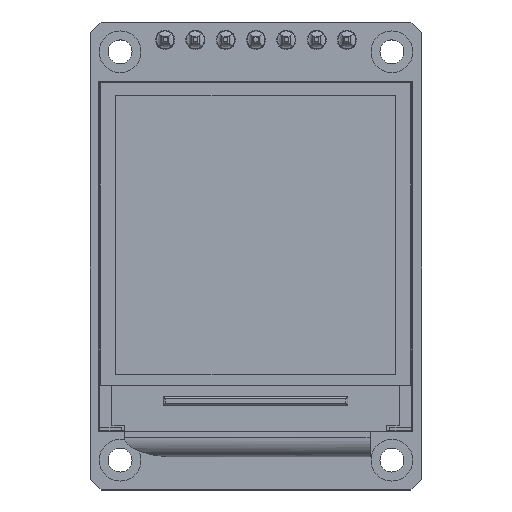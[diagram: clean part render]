
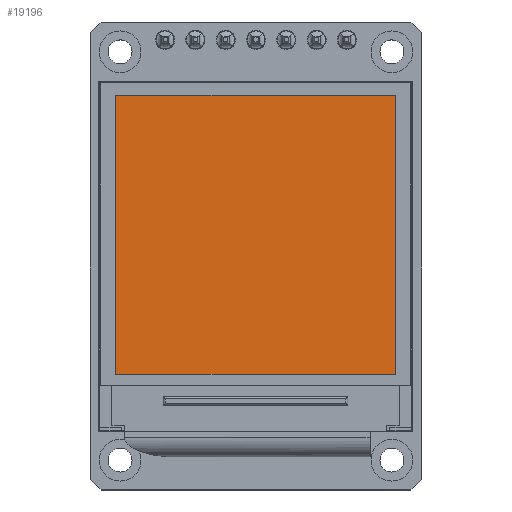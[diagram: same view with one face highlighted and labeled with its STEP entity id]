
A CAD part, top view. The second image highlights one B-rep face of the part: STEP entity #19196.
In plain terms, the highlighted planar face has unit normal (0, 0, 1).
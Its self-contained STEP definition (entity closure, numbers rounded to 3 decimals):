
#1953=LINE('',#33145,#4019);
#1955=LINE('',#33149,#4021);
#1957=LINE('',#33153,#4023);
#1959=LINE('',#33156,#4025);
#4019=VECTOR('',#24680,1000.);
#4021=VECTOR('',#24684,1000.);
#4023=VECTOR('',#24688,1000.);
#4025=VECTOR('',#24692,1000.);
#5052=PLANE('',#20683);
#6743=FACE_OUTER_BOUND('',#7868,.T.);
#7868=EDGE_LOOP('',(#17222,#17223,#17224,#17225));
#10076=VERTEX_POINT('',#33142);
#10077=VERTEX_POINT('',#33144);
#10078=VERTEX_POINT('',#33148);
#10079=VERTEX_POINT('',#33152);
#12532=EDGE_CURVE('',#10076,#10077,#1953,.T.);
#12534=EDGE_CURVE('',#10077,#10078,#1955,.T.);
#12536=EDGE_CURVE('',#10078,#10079,#1957,.T.);
#12538=EDGE_CURVE('',#10079,#10076,#1959,.T.);
#17222=ORIENTED_EDGE('',*,*,#12532,.F.);
#17223=ORIENTED_EDGE('',*,*,#12538,.F.);
#17224=ORIENTED_EDGE('',*,*,#12536,.F.);
#17225=ORIENTED_EDGE('',*,*,#12534,.F.);
#19196=ADVANCED_FACE('',(#6743),#5052,.F.);
#20683=AXIS2_PLACEMENT_3D('',#33157,#24693,#24694);
#24680=DIRECTION('',(0.,1.,0.));
#24684=DIRECTION('',(1.,0.,0.));
#24688=DIRECTION('',(0.,-1.,0.));
#24692=DIRECTION('',(-1.,0.,0.));
#24693=DIRECTION('center_axis',(0.,0.,-1.));
#24694=DIRECTION('ref_axis',(-1.,0.,0.));
#33142=CARTESIAN_POINT('',(-11.7,-9.861,1.435));
#33144=CARTESIAN_POINT('',(-11.7,13.539,1.435));
#33145=CARTESIAN_POINT('',(-11.7,-9.861,1.435));
#33148=CARTESIAN_POINT('',(11.7,13.539,1.435));
#33149=CARTESIAN_POINT('',(-11.7,13.539,1.435));
#33152=CARTESIAN_POINT('',(11.7,-9.861,1.435));
#33153=CARTESIAN_POINT('',(11.7,13.539,1.435));
#33156=CARTESIAN_POINT('',(11.7,-9.861,1.435));
#33157=CARTESIAN_POINT('Origin',(0.,0.,1.435));
